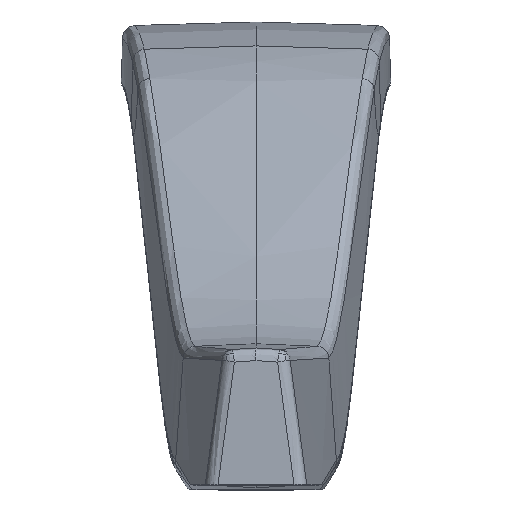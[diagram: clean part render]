
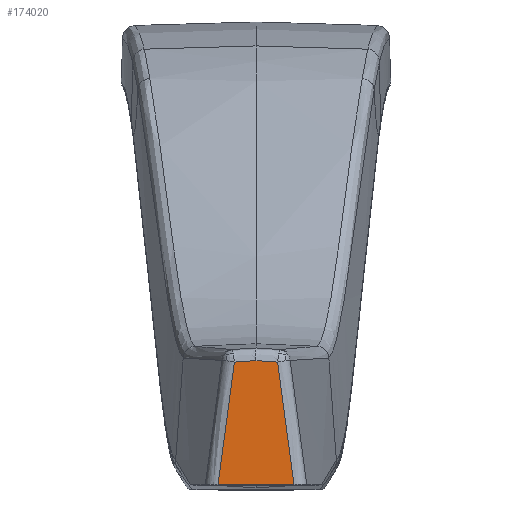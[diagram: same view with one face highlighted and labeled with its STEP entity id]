
A CAD part, top view. The second image highlights one B-rep face of the part: STEP entity #174020.
In plain terms, the highlighted planar face has unit normal (0, 0, 1).
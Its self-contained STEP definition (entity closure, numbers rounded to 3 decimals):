
#95790=CARTESIAN_POINT('',(1.362,6.708,116.));
#95800=VERTEX_POINT('',#95790);
#99750=CARTESIAN_POINT('',(2.391,-1.,116.));
#99760=VERTEX_POINT('',#99750);
#99790=CARTESIAN_POINT('',(2.497,-1.793,116.));
#99800=CARTESIAN_POINT('',(2.279,-0.161,116.));
#99810=CARTESIAN_POINT('',(2.061,1.471,116.));
#99820=CARTESIAN_POINT('',(1.683,4.305,116.));
#99830=CARTESIAN_POINT('',(1.523,5.506,116.));
#99840=CARTESIAN_POINT('',(1.362,6.708,116.));
#99850=B_SPLINE_CURVE_WITH_KNOTS('',3,(#99790,#99800,#99810,#99820,
#99830,#99840),.UNSPECIFIED.,.F.,.F.,(4,2,4),(13.836,
18.775,22.412),.UNSPECIFIED.);
#99860=EDGE_CURVE('',#99760,#95800,#99850,.T.);
#100300=CARTESIAN_POINT('',(-1.362,6.708,116.));
#100310=VERTEX_POINT('',#100300);
#100340=CARTESIAN_POINT('',(-2.497,-1.793,116.));
#100350=CARTESIAN_POINT('',(-2.279,-0.161,116.));
#100360=CARTESIAN_POINT('',(-2.061,1.471,116.));
#100370=CARTESIAN_POINT('',(-1.683,4.305,116.));
#100380=CARTESIAN_POINT('',(-1.523,5.506,116.));
#100390=CARTESIAN_POINT('',(-1.362,6.708,116.));
#100400=B_SPLINE_CURVE_WITH_KNOTS('',3,(#100340,#100350,#100360,#100370,
#100380,#100390),.UNSPECIFIED.,.F.,.F.,(4,2,4),(13.836,
18.775,22.412),.UNSPECIFIED.);
#100410=CARTESIAN_POINT('',(-2.391,-1.,116.));
#100420=VERTEX_POINT('',#100410);
#100430=EDGE_CURVE('',#100420,#100310,#100400,.T.);
#127240=CARTESIAN_POINT('',(0.,6.801,116.));
#127250=CARTESIAN_POINT('',(0.038,6.801,116.));
#127260=CARTESIAN_POINT('',(0.076,6.801,116.));
#127270=CARTESIAN_POINT('',(0.13,6.8,116.));
#127280=CARTESIAN_POINT('',(0.148,6.8,116.));
#127290=CARTESIAN_POINT('',(0.173,6.799,116.));
#127300=CARTESIAN_POINT('',(0.181,6.799,116.));
#127310=CARTESIAN_POINT('',(0.212,6.799,116.));
#127320=CARTESIAN_POINT('',(0.259,6.798,116.));
#127330=CARTESIAN_POINT('',(0.306,6.796,116.));
#127340=CARTESIAN_POINT('',(0.376,6.794,116.));
#127350=CARTESIAN_POINT('',(0.422,6.792,116.));
#127360=CARTESIAN_POINT('',(0.499,6.788,116.));
#127370=CARTESIAN_POINT('',(0.529,6.787,116.));
#127380=CARTESIAN_POINT('',(0.574,6.784,116.));
#127390=CARTESIAN_POINT('',(0.588,6.784,116.));
#127400=CARTESIAN_POINT('',(0.618,6.782,116.));
#127410=CARTESIAN_POINT('',(0.633,6.781,116.));
#127420=CARTESIAN_POINT('',(0.708,6.776,116.));
#127430=CARTESIAN_POINT('',(0.768,6.772,116.));
#127440=CARTESIAN_POINT('',(0.864,6.764,116.));
#127450=CARTESIAN_POINT('',(0.9,6.76,116.));
#127460=CARTESIAN_POINT('',(0.966,6.754,116.));
#127470=CARTESIAN_POINT('',(0.995,6.752,116.));
#127480=CARTESIAN_POINT('',(1.066,6.744,116.));
#127490=CARTESIAN_POINT('',(1.106,6.74,116.));
#127500=CARTESIAN_POINT('',(1.171,6.733,116.));
#127510=CARTESIAN_POINT('',(1.219,6.727,116.));
#127520=CARTESIAN_POINT('',(1.266,6.721,116.));
#127530=CARTESIAN_POINT('',(1.294,6.717,116.));
#127540=CARTESIAN_POINT('',(1.297,6.717,116.));
#127550=CARTESIAN_POINT('',(1.304,6.716,116.));
#127560=CARTESIAN_POINT('',(1.306,6.716,116.));
#127570=CARTESIAN_POINT('',(1.312,6.715,116.));
#127580=CARTESIAN_POINT('',(1.315,6.715,116.));
#127590=CARTESIAN_POINT('',(1.334,6.712,116.));
#127600=CARTESIAN_POINT('',(1.35,6.71,116.));
#127610=CARTESIAN_POINT('',(1.365,6.708,116.));
#127620=(BOUNDED_CURVE() B_SPLINE_CURVE(3,(#127240,#127250,#127260,
#127270,#127280,#127290,#127300,#127310,#127320,#127330,#127340,#127350,
#127360,#127370,#127380,#127390,#127400,#127410,#127420,#127430,#127440,
#127450,#127460,#127470,#127480,#127490,#127500,#127510,#127520,#127530,
#127540,#127550,#127560,#127570,#127580,#127590,#127600,#127610),
.UNSPECIFIED.,.F.,.F.) B_SPLINE_CURVE_WITH_KNOTS((4,2,2,2,1,2,2,2,2,2,2,
2,2,2,1,2,2,2,2,4),(0.,0.115,0.17,
0.195,0.268,0.341,0.487,
0.58,0.627,0.674,0.861,
0.974,1.07,1.196,1.271,
1.345,1.356,1.365,1.374,
1.423),.UNSPECIFIED.) CURVE() GEOMETRIC_REPRESENTATION_ITEM()
 RATIONAL_B_SPLINE_CURVE((1.,1.,1.,1.,1.,1.,1.,1.,1.,1.,1.,1.,1.,1.,1.,
1.,1.,1.,1.,1.,1.,1.,1.,1.,1.,1.,1.,1.,1.,1.,1.,1.,1.,1.,1.,1.,1.,1.)) 
REPRESENTATION_ITEM(''));
#127630=CARTESIAN_POINT('',(0.,6.801,116.));
#127640=VERTEX_POINT('',#127630);
#127650=EDGE_CURVE('',#127640,#95800,#127620,.T.);
#129720=CARTESIAN_POINT('',(-1.365,6.708,116.));
#129730=CARTESIAN_POINT('',(-1.35,6.71,116.));
#129740=CARTESIAN_POINT('',(-1.334,6.712,116.));
#129750=CARTESIAN_POINT('',(-1.315,6.715,116.));
#129760=CARTESIAN_POINT('',(-1.312,6.715,116.));
#129770=CARTESIAN_POINT('',(-1.306,6.716,116.));
#129780=CARTESIAN_POINT('',(-1.304,6.716,116.));
#129790=CARTESIAN_POINT('',(-1.297,6.717,116.));
#129800=CARTESIAN_POINT('',(-1.294,6.717,116.));
#129810=CARTESIAN_POINT('',(-1.273,6.72,116.));
#129820=CARTESIAN_POINT('',(-1.237,6.725,116.));
#129830=CARTESIAN_POINT('',(-1.202,6.729,116.));
#129840=CARTESIAN_POINT('',(-1.16,6.734,116.));
#129850=CARTESIAN_POINT('',(-1.137,6.736,116.));
#129860=CARTESIAN_POINT('',(-1.077,6.743,116.));
#129870=CARTESIAN_POINT('',(-1.041,6.747,116.));
#129880=CARTESIAN_POINT('',(-0.969,6.754,116.));
#129890=CARTESIAN_POINT('',(-0.934,6.757,116.));
#129900=CARTESIAN_POINT('',(-0.832,6.766,116.));
#129910=CARTESIAN_POINT('',(-0.767,6.772,116.));
#129920=CARTESIAN_POINT('',(-0.685,6.777,116.));
#129930=CARTESIAN_POINT('',(-0.669,6.778,116.));
#129940=CARTESIAN_POINT('',(-0.636,6.781,116.));
#129950=CARTESIAN_POINT('',(-0.62,6.782,116.));
#129960=CARTESIAN_POINT('',(-0.571,6.785,116.));
#129970=CARTESIAN_POINT('',(-0.538,6.786,116.));
#129980=CARTESIAN_POINT('',(-0.453,6.791,116.));
#129990=CARTESIAN_POINT('',(-0.4,6.793,116.));
#130000=CARTESIAN_POINT('',(-0.321,6.796,116.));
#130010=CARTESIAN_POINT('',(-0.268,6.797,116.));
#130020=CARTESIAN_POINT('',(-0.215,6.799,116.));
#130030=CARTESIAN_POINT('',(-0.181,6.799,116.));
#130040=CARTESIAN_POINT('',(-0.173,6.799,116.));
#130050=CARTESIAN_POINT('',(-0.148,6.8,116.));
#130060=CARTESIAN_POINT('',(-0.13,6.8,116.));
#130070=CARTESIAN_POINT('',(-0.076,6.801,116.));
#130080=CARTESIAN_POINT('',(-0.038,6.801,116.));
#130090=CARTESIAN_POINT('',(0.,6.801,116.));
#130100=(BOUNDED_CURVE() B_SPLINE_CURVE(3,(#129720,#129730,#129740,
#129750,#129760,#129770,#129780,#129790,#129800,#129810,#129820,#129830,
#129840,#129850,#129860,#129870,#129880,#129890,#129900,#129910,#129920,
#129930,#129940,#129950,#129960,#129970,#129980,#129990,#130000,#130010,
#130020,#130030,#130040,#130050,#130060,#130070,#130080,#130090),
.UNSPECIFIED.,.F.,.F.) B_SPLINE_CURVE_WITH_KNOTS((4,2,2,2,2,1,2,2,2,2,2,
2,2,2,2,1,2,2,2,4),(34.695,34.744,34.753,
34.762,34.773,34.828,34.884,
34.957,35.07,35.184,35.388,
35.439,35.491,35.593,35.758,
35.841,35.923,35.948,36.003,
36.118),.UNSPECIFIED.) CURVE() GEOMETRIC_REPRESENTATION_ITEM()
 RATIONAL_B_SPLINE_CURVE((1.,1.,
1.,1.,1.,1.,
1.,1.,1.,1.,
1.,1.,1.,1.,
1.,1.,1.,1.,
1.,1.,1.,1.,
1.,1.,1.,1.,
1.,1.,1.,1.,
1.,1.,1.,1.,
1.,1.,1.,1.)
) REPRESENTATION_ITEM(''));
#130110=EDGE_CURVE('',#100310,#127640,#130100,.T.);
#173540=CARTESIAN_POINT('',(0.,-1.,116.));
#173550=DIRECTION('',(1.,0.,0.));
#173560=VECTOR('',#173550,1.);
#173570=LINE('',#173540,#173560);
#173580=EDGE_CURVE('',#100420,#99760,#173570,.T.);
#173900=CARTESIAN_POINT('',(-2.624,-0.477,116.));
#173910=DIRECTION('',(0.,0.,1.));
#173920=DIRECTION('',(1.,0.,0.));
#173930=AXIS2_PLACEMENT_3D('',#173900,#173910,#173920);
#173940=PLANE('',#173930);
#173950=ORIENTED_EDGE('',*,*,#99860,.T.);
#173960=ORIENTED_EDGE('',*,*,#173580,.T.);
#173970=ORIENTED_EDGE('',*,*,#100430,.F.);
#173980=ORIENTED_EDGE('',*,*,#130110,.F.);
#173990=ORIENTED_EDGE('',*,*,#127650,.F.);
#174000=EDGE_LOOP('',(#173990,#173980,#173970,#173960,#173950));
#174010=FACE_OUTER_BOUND('',#174000,.T.);
#174020=ADVANCED_FACE('',(#174010),#173940,.T.);
